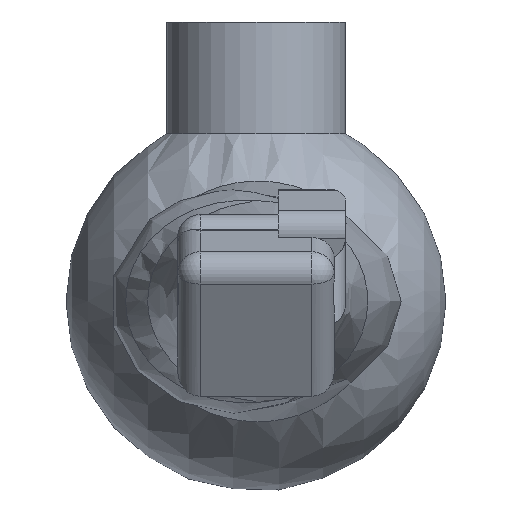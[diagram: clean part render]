
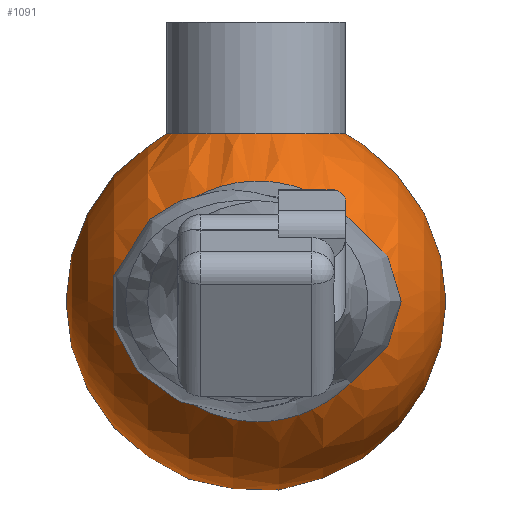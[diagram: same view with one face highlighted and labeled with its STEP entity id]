
A CAD part, front view. The second image highlights one B-rep face of the part: STEP entity #1091.
In plain terms, the highlighted spherical face has radius 8.5 mm.
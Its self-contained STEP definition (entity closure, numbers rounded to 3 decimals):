
#48=B_SPLINE_CURVE_WITH_KNOTS('',3,(#1649,#1650,#1651,#1652,#1653,#1654,
#1655,#1656,#1657,#1658,#1659,#1660,#1661,#1662,#1663,#1664,#1665,#1666,
#1667,#1668,#1669,#1670,#1671,#1672,#1673,#1674,#1675,#1676,#1677,#1678,
#1679,#1680,#1681,#1682,#1683,#1684,#1685,#1686,#1687),.UNSPECIFIED.,.T.,
 .F.,(4,2,2,2,2,2,2,2,2,2,2,2,2,2,2,2,2,3,4),(-3.414,-3.335,
-3.216,-3.007,-2.792,-2.565,
-2.34,-2.126,-1.919,-1.713,
-1.508,-1.298,-1.078,-0.849,
-0.629,-0.417,-0.209,0.,0.04),
 .UNSPECIFIED.);
#71=FACE_BOUND('',#174,.T.);
#72=FACE_BOUND('',#175,.T.);
#73=SPHERICAL_SURFACE('',#1184,8.5);
#105=FACE_OUTER_BOUND('',#173,.T.);
#173=EDGE_LOOP('',(#725,#726));
#174=EDGE_LOOP('',(#727));
#175=EDGE_LOOP('',(#728));
#406=CIRCLE('',#1182,4.);
#407=CIRCLE('',#1185,8.5);
#447=VERTEX_POINT('',#1640);
#448=VERTEX_POINT('',#1645);
#449=VERTEX_POINT('',#1646);
#450=VERTEX_POINT('',#1648);
#552=EDGE_CURVE('',#447,#447,#406,.T.);
#553=EDGE_CURVE('',#448,#449,#407,.T.);
#554=EDGE_CURVE('',#450,#450,#48,.T.);
#725=ORIENTED_EDGE('',*,*,#553,.T.);
#726=ORIENTED_EDGE('',*,*,#553,.F.);
#727=ORIENTED_EDGE('',*,*,#552,.T.);
#728=ORIENTED_EDGE('',*,*,#554,.F.);
#1091=ADVANCED_FACE('',(#105,#71,#72),#73,.T.);
#1182=AXIS2_PLACEMENT_3D('',#1642,#1311,#1312);
#1184=AXIS2_PLACEMENT_3D('',#1644,#1315,#1316);
#1185=AXIS2_PLACEMENT_3D('',#1647,#1317,#1318);
#1311=DIRECTION('center_axis',(0.,0.,-1.));
#1312=DIRECTION('ref_axis',(1.,0.,0.));
#1315=DIRECTION('center_axis',(1.,0.,0.));
#1316=DIRECTION('ref_axis',(0.,-1.,0.));
#1317=DIRECTION('center_axis',(0.,0.,1.));
#1318=DIRECTION('ref_axis',(0.,1.,0.));
#1640=CARTESIAN_POINT('',(-4.,43.5,7.5));
#1642=CARTESIAN_POINT('Origin',(0.,43.5,7.5));
#1644=CARTESIAN_POINT('Origin',(0.,43.5,0.));
#1645=CARTESIAN_POINT('',(8.5,43.5,0.));
#1646=CARTESIAN_POINT('',(-8.5,43.5,0.));
#1647=CARTESIAN_POINT('Origin',(0.,43.5,0.));
#1648=CARTESIAN_POINT('',(5.611,37.115,0.));
#1649=CARTESIAN_POINT('Ctrl Pts',(5.611,37.115,0.));
#1650=CARTESIAN_POINT('Ctrl Pts',(5.611,37.115,0.264));
#1651=CARTESIAN_POINT('Ctrl Pts',(5.591,37.114,0.528));
#1652=CARTESIAN_POINT('Ctrl Pts',(5.494,37.11,1.181));
#1653=CARTESIAN_POINT('Ctrl Pts',(5.392,37.106,1.566));
#1654=CARTESIAN_POINT('Ctrl Pts',(4.996,37.089,2.584));
#1655=CARTESIAN_POINT('Ctrl Pts',(4.62,37.073,3.177));
#1656=CARTESIAN_POINT('Ctrl Pts',(3.644,37.032,4.202));
#1657=CARTESIAN_POINT('Ctrl Pts',(3.05,37.007,4.616));
#1658=CARTESIAN_POINT('Ctrl Pts',(1.699,36.959,5.211));
#1659=CARTESIAN_POINT('Ctrl Pts',(0.951,36.937,5.371));
#1660=CARTESIAN_POINT('Ctrl Pts',(-0.556,36.916,5.4));
#1661=CARTESIAN_POINT('Ctrl Pts',(-1.306,36.917,5.27));
#1662=CARTESIAN_POINT('Ctrl Pts',(-2.674,36.937,4.748));
#1663=CARTESIAN_POINT('Ctrl Pts',(-3.288,36.955,4.371));
#1664=CARTESIAN_POINT('Ctrl Pts',(-4.319,36.989,3.417));
#1665=CARTESIAN_POINT('Ctrl Pts',(-4.731,37.005,2.857));
#1666=CARTESIAN_POINT('Ctrl Pts',(-5.314,37.028,1.611));
#1667=CARTESIAN_POINT('Ctrl Pts',(-5.481,37.035,0.941));
#1668=CARTESIAN_POINT('Ctrl Pts',(-5.548,37.038,-0.427));
#1669=CARTESIAN_POINT('Ctrl Pts',(-5.447,37.034,-1.111));
#1670=CARTESIAN_POINT('Ctrl Pts',(-4.985,37.015,-2.414));
#1671=CARTESIAN_POINT('Ctrl Pts',(-4.624,37.,-3.018));
#1672=CARTESIAN_POINT('Ctrl Pts',(-3.664,36.966,-4.083));
#1673=CARTESIAN_POINT('Ctrl Pts',(-3.066,36.947,-4.522));
#1674=CARTESIAN_POINT('Ctrl Pts',(-1.711,36.921,-5.159));
#1675=CARTESIAN_POINT('Ctrl Pts',(-0.96,36.915,-5.343));
#1676=CARTESIAN_POINT('Ctrl Pts',(0.536,36.929,-5.415));
#1677=CARTESIAN_POINT('Ctrl Pts',(1.275,36.947,-5.312));
#1678=CARTESIAN_POINT('Ctrl Pts',(2.637,36.991,-4.84));
#1679=CARTESIAN_POINT('Ctrl Pts',(3.252,37.016,-4.487));
#1680=CARTESIAN_POINT('Ctrl Pts',(4.307,37.06,-3.565));
#1681=CARTESIAN_POINT('Ctrl Pts',(4.736,37.078,-3.011));
#1682=CARTESIAN_POINT('Ctrl Pts',(5.358,37.105,-1.767));
#1683=CARTESIAN_POINT('Ctrl Pts',(5.545,37.112,-1.09));
#1684=CARTESIAN_POINT('Ctrl Pts',(5.596,37.114,-0.396));
#1685=CARTESIAN_POINT('Ctrl Pts',(5.606,37.115,-0.264));
#1686=CARTESIAN_POINT('Ctrl Pts',(5.611,37.115,-0.132));
#1687=CARTESIAN_POINT('Ctrl Pts',(5.611,37.115,0.));
